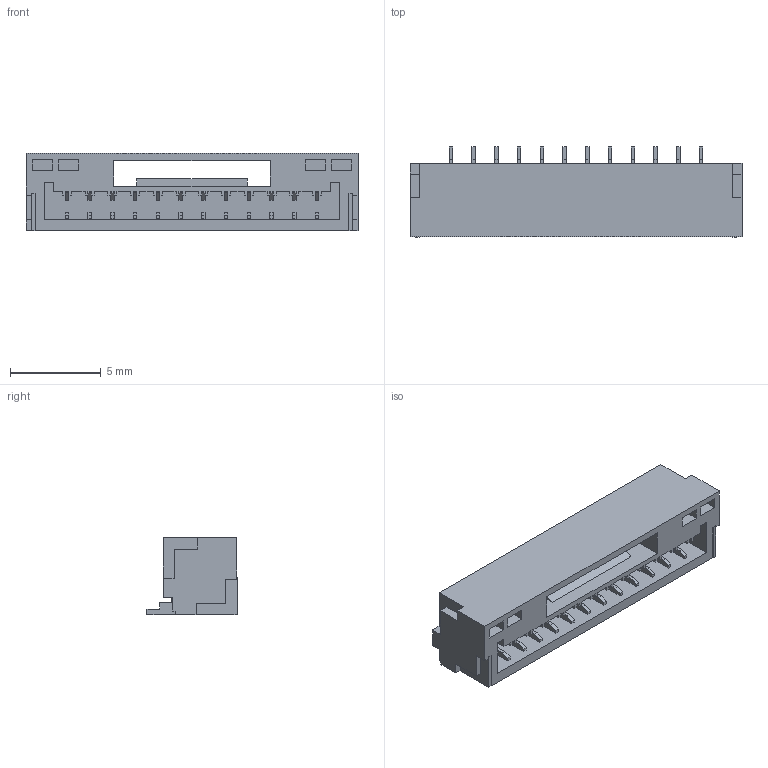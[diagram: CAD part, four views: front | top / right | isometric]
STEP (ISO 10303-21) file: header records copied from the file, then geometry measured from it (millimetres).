
FILE_DESCRIPTION(/* description */ ('model of JST_GH_SM12B-GHS-TB_1x12-1MP_P1.25mm_Horizontal'),/* implementation_level */ '2;1');
FILE_NAME(/* name */ 'JST_GH_SM12B-GHS-TB_1x12-1MP_P1.25mm_Horizontal.step',/* time_stamp */ '2018-12-04T17:25:38',/* author */ ('Frank Severinsen',''),/* organization */ (''),/* preprocessor_version */ '',/* originating_system */ '',/* authorisation */ '');
FILE_SCHEMA(('AUTOMOTIVE_DESIGN { 1 0 10303 214 1 1 1 1 }'));
Length unit declared in the file: millimetre
Products named in the file (1): JST_SM12B_GHS_TB
Bounding box: 18.25 x 4.95 x 4.25 mm (x, y, z)
Volume: 191.4 mm3; surface area: 599.3 mm2
Topology: 1 solids, 1 shells, 461 faces, 1299 edges, 858 vertices
Faces by surface type: plane 461
Entity records: 9234 total; most frequent: ORIENTED_EDGE 1978, EDGE_CURVE 1299, CARTESIAN_POINT 1194, LINE 1185, VERTEX_POINT 858, FACE_BOUND 481, EDGE_LOOP 481, ADVANCED_FACE 461
